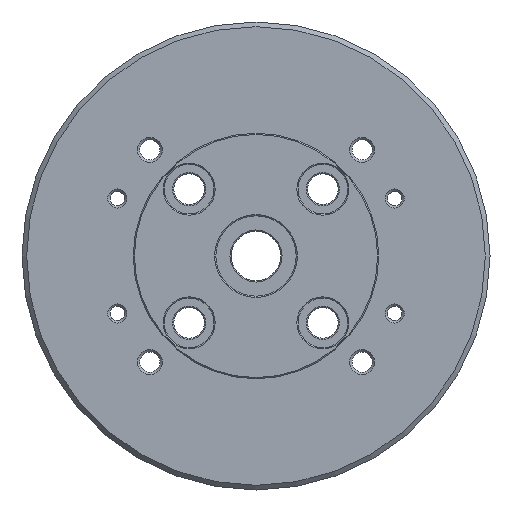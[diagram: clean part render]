
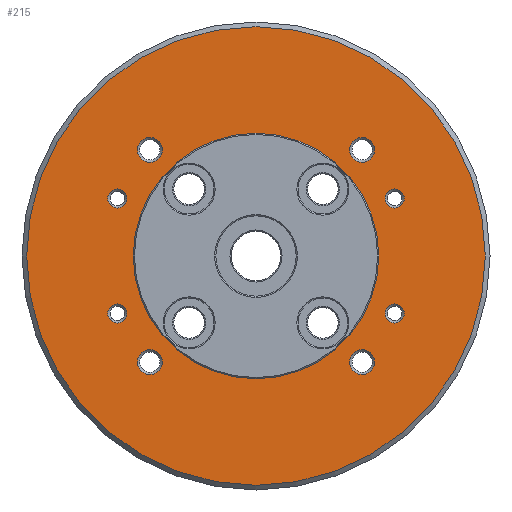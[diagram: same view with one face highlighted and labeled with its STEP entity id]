
A CAD part, left-side view. The second image highlights one B-rep face of the part: STEP entity #215.
In plain terms, the highlighted planar face has unit normal (-1, 0, 0).
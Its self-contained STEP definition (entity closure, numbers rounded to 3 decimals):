
#215=ADVANCED_FACE('',(#434,#435,#436,#437,#438,#439,#440,#441,#442,#443),
#304,.F.);
#304=PLANE('',#1530);
#434=FACE_BOUND('',#636,.T.);
#435=FACE_BOUND('',#637,.T.);
#436=FACE_BOUND('',#638,.T.);
#437=FACE_BOUND('',#639,.T.);
#438=FACE_BOUND('',#640,.T.);
#439=FACE_BOUND('',#641,.T.);
#440=FACE_BOUND('',#642,.T.);
#441=FACE_BOUND('',#643,.T.);
#442=FACE_BOUND('',#644,.T.);
#443=FACE_BOUND('',#645,.T.);
#636=EDGE_LOOP('',(#888));
#637=EDGE_LOOP('',(#889));
#638=EDGE_LOOP('',(#890));
#639=EDGE_LOOP('',(#891));
#640=EDGE_LOOP('',(#892));
#641=EDGE_LOOP('',(#893));
#642=EDGE_LOOP('',(#894));
#643=EDGE_LOOP('',(#895));
#644=EDGE_LOOP('',(#896));
#645=EDGE_LOOP('',(#897));
#888=ORIENTED_EDGE('',*,*,#1270,.T.);
#889=ORIENTED_EDGE('',*,*,#1271,.T.);
#890=ORIENTED_EDGE('',*,*,#1272,.T.);
#891=ORIENTED_EDGE('',*,*,#1273,.T.);
#892=ORIENTED_EDGE('',*,*,#1274,.T.);
#893=ORIENTED_EDGE('',*,*,#1275,.T.);
#894=ORIENTED_EDGE('',*,*,#1276,.T.);
#895=ORIENTED_EDGE('',*,*,#1277,.T.);
#896=ORIENTED_EDGE('',*,*,#1278,.T.);
#897=ORIENTED_EDGE('',*,*,#1279,.F.);
#1140=VERTEX_POINT('',#2276);
#1141=VERTEX_POINT('',#2278);
#1142=VERTEX_POINT('',#2280);
#1143=VERTEX_POINT('',#2282);
#1144=VERTEX_POINT('',#2284);
#1145=VERTEX_POINT('',#2286);
#1146=VERTEX_POINT('',#2288);
#1147=VERTEX_POINT('',#2290);
#1148=VERTEX_POINT('',#2292);
#1149=VERTEX_POINT('',#2294);
#1270=EDGE_CURVE('',#1140,#1140,#1382,.T.);
#1271=EDGE_CURVE('',#1141,#1141,#1383,.T.);
#1272=EDGE_CURVE('',#1142,#1142,#1384,.T.);
#1273=EDGE_CURVE('',#1143,#1143,#1385,.T.);
#1274=EDGE_CURVE('',#1144,#1144,#1386,.T.);
#1275=EDGE_CURVE('',#1145,#1145,#1387,.T.);
#1276=EDGE_CURVE('',#1146,#1146,#1388,.T.);
#1277=EDGE_CURVE('',#1147,#1147,#1389,.T.);
#1278=EDGE_CURVE('',#1148,#1148,#1390,.T.);
#1279=EDGE_CURVE('',#1149,#1149,#1391,.T.);
#1382=CIRCLE('',#1520,2.025);
#1383=CIRCLE('',#1521,2.625);
#1384=CIRCLE('',#1522,2.025);
#1385=CIRCLE('',#1523,2.025);
#1386=CIRCLE('',#1524,2.625);
#1387=CIRCLE('',#1525,2.625);
#1388=CIRCLE('',#1526,2.625);
#1389=CIRCLE('',#1527,2.025);
#1390=CIRCLE('',#1528,48.5);
#1391=CIRCLE('',#1529,25.96);
#1520=AXIS2_PLACEMENT_3D('',#2275,#1834,#1835);
#1521=AXIS2_PLACEMENT_3D('',#2277,#1836,#1837);
#1522=AXIS2_PLACEMENT_3D('',#2279,#1838,#1839);
#1523=AXIS2_PLACEMENT_3D('',#2281,#1840,#1841);
#1524=AXIS2_PLACEMENT_3D('',#2283,#1842,#1843);
#1525=AXIS2_PLACEMENT_3D('',#2285,#1844,#1845);
#1526=AXIS2_PLACEMENT_3D('',#2287,#1846,#1847);
#1527=AXIS2_PLACEMENT_3D('',#2289,#1848,#1849);
#1528=AXIS2_PLACEMENT_3D('',#2291,#1850,#1851);
#1529=AXIS2_PLACEMENT_3D('',#2293,#1852,#1853);
#1530=AXIS2_PLACEMENT_3D('',#2295,#1854,#1855);
#1834=DIRECTION('',(1.,0.,0.));
#1835=DIRECTION('',(0.,0.,-1.));
#1836=DIRECTION('',(1.,0.,0.));
#1837=DIRECTION('',(0.,0.,-1.));
#1838=DIRECTION('',(1.,0.,0.));
#1839=DIRECTION('',(0.,0.,-1.));
#1840=DIRECTION('',(1.,0.,0.));
#1841=DIRECTION('',(0.,0.,-1.));
#1842=DIRECTION('',(1.,0.,0.));
#1843=DIRECTION('',(0.,0.,-1.));
#1844=DIRECTION('',(1.,0.,0.));
#1845=DIRECTION('',(0.,0.,-1.));
#1846=DIRECTION('',(1.,0.,0.));
#1847=DIRECTION('',(0.,0.,-1.));
#1848=DIRECTION('',(1.,0.,0.));
#1849=DIRECTION('',(0.,0.,-1.));
#1850=DIRECTION('',(-1.,0.,0.));
#1851=DIRECTION('',(0.,0.,-1.));
#1852=DIRECTION('',(-1.,0.,0.));
#1853=DIRECTION('',(0.,0.,-1.));
#1854=DIRECTION('',(1.,0.,0.));
#1855=DIRECTION('',(0.,0.,-1.));
#2275=CARTESIAN_POINT('',(0.,-29.333,12.15));
#2276=CARTESIAN_POINT('',(0.,-29.333,10.125));
#2277=CARTESIAN_POINT('',(0.,22.451,-22.451));
#2278=CARTESIAN_POINT('',(0.,22.451,-25.076));
#2279=CARTESIAN_POINT('',(0.,29.333,-12.15));
#2280=CARTESIAN_POINT('',(0.,29.333,-14.175));
#2281=CARTESIAN_POINT('',(0.,29.333,12.15));
#2282=CARTESIAN_POINT('',(0.,29.333,10.125));
#2283=CARTESIAN_POINT('',(0.,22.451,22.451));
#2284=CARTESIAN_POINT('',(0.,22.451,19.826));
#2285=CARTESIAN_POINT('',(0.,-22.451,22.451));
#2286=CARTESIAN_POINT('',(0.,-22.451,19.826));
#2287=CARTESIAN_POINT('',(0.,-22.451,-22.451));
#2288=CARTESIAN_POINT('',(0.,-22.451,-25.076));
#2289=CARTESIAN_POINT('',(0.,-29.333,-12.15));
#2290=CARTESIAN_POINT('',(0.,-29.333,-14.175));
#2291=CARTESIAN_POINT('',(0.,0.,0.));
#2292=CARTESIAN_POINT('',(0.,0.,-48.5));
#2293=CARTESIAN_POINT('',(0.,0.,0.));
#2294=CARTESIAN_POINT('',(0.,0.,-25.96));
#2295=CARTESIAN_POINT('',(0.,0.,0.));
